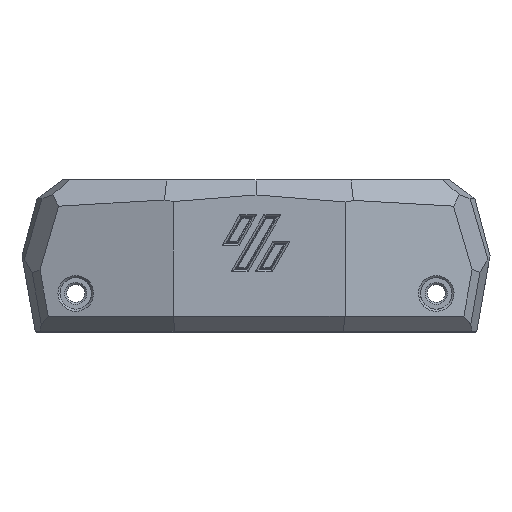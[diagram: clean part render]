
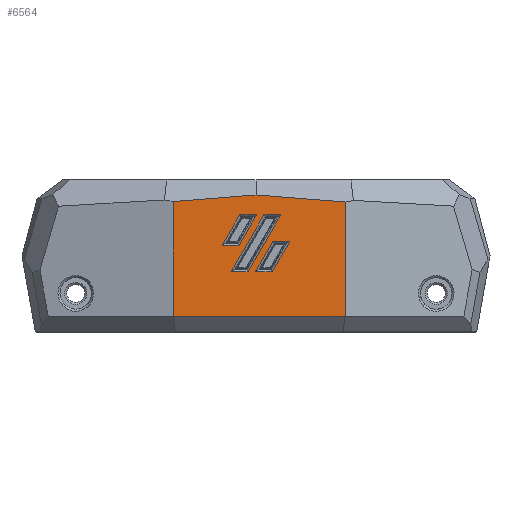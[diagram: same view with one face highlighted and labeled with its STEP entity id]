
A CAD part, front view. The second image highlights one B-rep face of the part: STEP entity #6564.
In plain terms, the highlighted planar face has unit normal (0, -1, 0).
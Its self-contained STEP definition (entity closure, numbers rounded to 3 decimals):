
#69=FACE_BOUND('',#1001,.T.);
#70=FACE_BOUND('',#1002,.T.);
#71=FACE_BOUND('',#1003,.T.);
#303=PLANE('',#7051);
#629=FACE_OUTER_BOUND('',#1000,.T.);
#1000=EDGE_LOOP('',(#5457,#5458,#5459,#5460,#5461,#5462,#5463));
#1001=EDGE_LOOP('',(#5464,#5465,#5466,#5467));
#1002=EDGE_LOOP('',(#5468,#5469,#5470,#5471));
#1003=EDGE_LOOP('',(#5472,#5473,#5474,#5475));
#1623=LINE('',#10180,#2422);
#1624=LINE('',#10182,#2423);
#1625=LINE('',#10184,#2424);
#1626=LINE('',#10186,#2425);
#1627=LINE('',#10188,#2426);
#1628=LINE('',#10190,#2427);
#1629=LINE('',#10191,#2428);
#1630=LINE('',#10194,#2429);
#1631=LINE('',#10196,#2430);
#1632=LINE('',#10198,#2431);
#1633=LINE('',#10199,#2432);
#1634=LINE('',#10202,#2433);
#1635=LINE('',#10204,#2434);
#1636=LINE('',#10206,#2435);
#1637=LINE('',#10207,#2436);
#1638=LINE('',#10210,#2437);
#1639=LINE('',#10212,#2438);
#1640=LINE('',#10214,#2439);
#1641=LINE('',#10215,#2440);
#2422=VECTOR('',#8215,10.);
#2423=VECTOR('',#8216,10.);
#2424=VECTOR('',#8217,10.);
#2425=VECTOR('',#8218,10.);
#2426=VECTOR('',#8219,10.);
#2427=VECTOR('',#8220,10.);
#2428=VECTOR('',#8221,10.);
#2429=VECTOR('',#8222,10.);
#2430=VECTOR('',#8223,10.);
#2431=VECTOR('',#8224,10.);
#2432=VECTOR('',#8225,10.);
#2433=VECTOR('',#8226,10.);
#2434=VECTOR('',#8227,10.);
#2435=VECTOR('',#8228,10.);
#2436=VECTOR('',#8229,10.);
#2437=VECTOR('',#8230,10.);
#2438=VECTOR('',#8231,10.);
#2439=VECTOR('',#8232,10.);
#2440=VECTOR('',#8233,10.);
#3227=VERTEX_POINT('',#10178);
#3228=VERTEX_POINT('',#10179);
#3229=VERTEX_POINT('',#10181);
#3230=VERTEX_POINT('',#10183);
#3231=VERTEX_POINT('',#10185);
#3232=VERTEX_POINT('',#10187);
#3233=VERTEX_POINT('',#10189);
#3234=VERTEX_POINT('',#10192);
#3235=VERTEX_POINT('',#10193);
#3236=VERTEX_POINT('',#10195);
#3237=VERTEX_POINT('',#10197);
#3238=VERTEX_POINT('',#10200);
#3239=VERTEX_POINT('',#10201);
#3240=VERTEX_POINT('',#10203);
#3241=VERTEX_POINT('',#10205);
#3242=VERTEX_POINT('',#10208);
#3243=VERTEX_POINT('',#10209);
#3244=VERTEX_POINT('',#10211);
#3245=VERTEX_POINT('',#10213);
#4006=EDGE_CURVE('',#3227,#3228,#1623,.T.);
#4007=EDGE_CURVE('',#3229,#3227,#1624,.T.);
#4008=EDGE_CURVE('',#3230,#3229,#1625,.T.);
#4009=EDGE_CURVE('',#3230,#3231,#1626,.F.);
#4010=EDGE_CURVE('',#3231,#3232,#1627,.T.);
#4011=EDGE_CURVE('',#3232,#3233,#1628,.F.);
#4012=EDGE_CURVE('',#3233,#3228,#1629,.T.);
#4013=EDGE_CURVE('',#3234,#3235,#1630,.T.);
#4014=EDGE_CURVE('',#3236,#3234,#1631,.T.);
#4015=EDGE_CURVE('',#3237,#3236,#1632,.T.);
#4016=EDGE_CURVE('',#3235,#3237,#1633,.T.);
#4017=EDGE_CURVE('',#3238,#3239,#1634,.T.);
#4018=EDGE_CURVE('',#3240,#3238,#1635,.T.);
#4019=EDGE_CURVE('',#3241,#3240,#1636,.T.);
#4020=EDGE_CURVE('',#3239,#3241,#1637,.T.);
#4021=EDGE_CURVE('',#3242,#3243,#1638,.T.);
#4022=EDGE_CURVE('',#3244,#3242,#1639,.T.);
#4023=EDGE_CURVE('',#3245,#3244,#1640,.T.);
#4024=EDGE_CURVE('',#3243,#3245,#1641,.T.);
#5457=ORIENTED_EDGE('',*,*,#4006,.F.);
#5458=ORIENTED_EDGE('',*,*,#4007,.F.);
#5459=ORIENTED_EDGE('',*,*,#4008,.F.);
#5460=ORIENTED_EDGE('',*,*,#4009,.T.);
#5461=ORIENTED_EDGE('',*,*,#4010,.T.);
#5462=ORIENTED_EDGE('',*,*,#4011,.T.);
#5463=ORIENTED_EDGE('',*,*,#4012,.T.);
#5464=ORIENTED_EDGE('',*,*,#4013,.F.);
#5465=ORIENTED_EDGE('',*,*,#4014,.F.);
#5466=ORIENTED_EDGE('',*,*,#4015,.F.);
#5467=ORIENTED_EDGE('',*,*,#4016,.F.);
#5468=ORIENTED_EDGE('',*,*,#4017,.F.);
#5469=ORIENTED_EDGE('',*,*,#4018,.F.);
#5470=ORIENTED_EDGE('',*,*,#4019,.F.);
#5471=ORIENTED_EDGE('',*,*,#4020,.F.);
#5472=ORIENTED_EDGE('',*,*,#4021,.F.);
#5473=ORIENTED_EDGE('',*,*,#4022,.F.);
#5474=ORIENTED_EDGE('',*,*,#4023,.F.);
#5475=ORIENTED_EDGE('',*,*,#4024,.F.);
#6564=ADVANCED_FACE('',(#629,#69,#70,#71),#303,.T.);
#7051=AXIS2_PLACEMENT_3D('',#10177,#8213,#8214);
#8213=DIRECTION('center_axis',(0.,-1.,0.));
#8214=DIRECTION('ref_axis',(0.,0.,-1.));
#8215=DIRECTION('',(0.997,0.,-0.08));
#8216=DIRECTION('',(0.997,0.,0.08));
#8217=DIRECTION('',(0.,0.,1.));
#8218=DIRECTION('',(0.,0.,1.));
#8219=DIRECTION('',(1.,0.,0.));
#8220=DIRECTION('',(0.,0.,-1.));
#8221=DIRECTION('',(0.,0.,1.));
#8222=DIRECTION('',(-0.5,0.,-0.866));
#8223=DIRECTION('',(-1.,0.,0.));
#8224=DIRECTION('',(0.5,0.,0.866));
#8225=DIRECTION('',(1.,0.,0.));
#8226=DIRECTION('',(0.5,0.,0.866));
#8227=DIRECTION('',(1.,0.,0.));
#8228=DIRECTION('',(-0.5,0.,-0.866));
#8229=DIRECTION('',(-1.,0.,0.));
#8230=DIRECTION('',(0.5,0.,0.866));
#8231=DIRECTION('',(1.,0.,0.));
#8232=DIRECTION('',(-0.5,0.,-0.866));
#8233=DIRECTION('',(-1.,0.,0.));
#10177=CARTESIAN_POINT('Origin',(153.932,-307.307,75.406));
#10178=CARTESIAN_POINT('',(158.932,-307.307,90.461));
#10179=CARTESIAN_POINT('',(175.899,-307.307,89.107));
#10180=CARTESIAN_POINT('',(159.41,-307.307,90.423));
#10181=CARTESIAN_POINT('',(143.163,-307.307,89.198));
#10182=CARTESIAN_POINT('',(142.847,-307.307,89.172));
#10183=CARTESIAN_POINT('',(143.163,-307.307,87.431));
#10184=CARTESIAN_POINT('',(143.163,-307.307,83.177));
#10185=CARTESIAN_POINT('',(143.163,-307.307,67.348));
#10186=CARTESIAN_POINT('',(143.163,-307.307,79.698));
#10187=CARTESIAN_POINT('',(175.899,-307.307,67.348));
#10188=CARTESIAN_POINT('',(145.132,-307.307,67.348));
#10189=CARTESIAN_POINT('',(175.899,-307.307,87.357));
#10190=CARTESIAN_POINT('',(175.899,-307.307,79.698));
#10191=CARTESIAN_POINT('',(175.899,-307.307,83.177));
#10192=CARTESIAN_POINT('',(162.165,-307.307,81.661));
#10193=CARTESIAN_POINT('',(158.817,-307.307,75.861));
#10194=CARTESIAN_POINT('',(158.906,-307.307,76.015));
#10195=CARTESIAN_POINT('',(165.398,-307.307,81.661));
#10196=CARTESIAN_POINT('',(160.664,-307.307,81.661));
#10197=CARTESIAN_POINT('',(162.05,-307.307,75.861));
#10198=CARTESIAN_POINT('',(163.063,-307.307,77.615));
#10199=CARTESIAN_POINT('',(160.375,-307.307,75.861));
#10200=CARTESIAN_POINT('',(155.699,-307.307,80.861));
#10201=CARTESIAN_POINT('',(159.047,-307.307,86.661));
#10202=CARTESIAN_POINT('',(156.423,-307.307,82.115));
#10203=CARTESIAN_POINT('',(152.466,-307.307,80.861));
#10204=CARTESIAN_POINT('',(157.2,-307.307,80.861));
#10205=CARTESIAN_POINT('',(155.814,-307.307,86.661));
#10206=CARTESIAN_POINT('',(152.266,-307.307,80.515));
#10207=CARTESIAN_POINT('',(159.798,-307.307,86.661));
#10208=CARTESIAN_POINT('',(157.431,-307.307,75.861));
#10209=CARTESIAN_POINT('',(163.666,-307.307,86.661));
#10210=CARTESIAN_POINT('',(160.465,-307.307,81.115));
#10211=CARTESIAN_POINT('',(154.198,-307.307,75.861));
#10212=CARTESIAN_POINT('',(160.375,-307.307,75.861));
#10213=CARTESIAN_POINT('',(160.433,-307.307,86.661));
#10214=CARTESIAN_POINT('',(154.864,-307.307,77.015));
#10215=CARTESIAN_POINT('',(159.798,-307.307,86.661));
